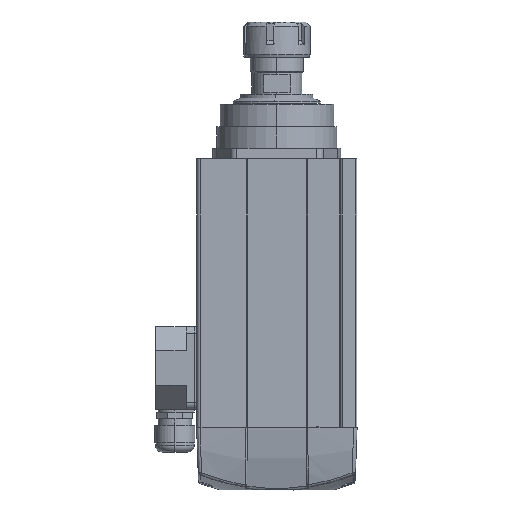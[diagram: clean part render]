
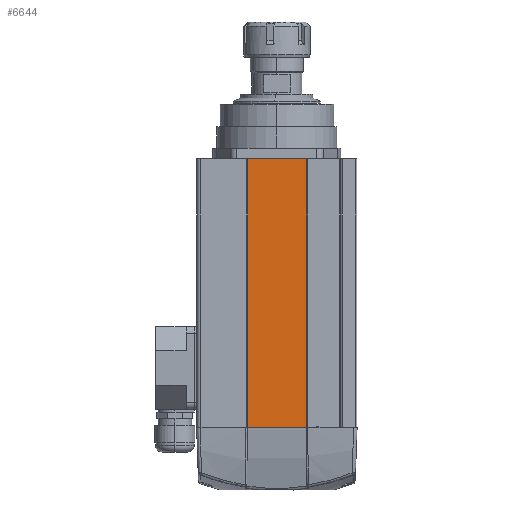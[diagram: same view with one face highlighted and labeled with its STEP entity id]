
A CAD part, left-side view. The second image highlights one B-rep face of the part: STEP entity #6644.
In plain terms, the highlighted planar face has unit normal (-1, 0, 0).
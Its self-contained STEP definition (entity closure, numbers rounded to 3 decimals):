
#328 = AXIS2_PLACEMENT_3D ( 'NONE', #12615, #10704, #20913 ) ;
#501 = CARTESIAN_POINT ( 'NONE',  ( -11214.356, -7631.504, 0. ) ) ;
#882 = DIRECTION ( 'NONE',  ( 0., -1., 0. ) ) ;
#1747 = EDGE_LOOP ( 'NONE', ( #20355, #24028, #9632, #14126 ) ) ;
#1981 = VERTEX_POINT ( 'NONE', #501 ) ;
#3708 = EDGE_CURVE ( 'NONE', #1981, #5419, #14164, .T. ) ;
#3978 = VECTOR ( 'NONE', #882, 1000. ) ;
#4808 = DIRECTION ( 'NONE',  ( 0., 0., -1. ) ) ;
#4816 = DIRECTION ( 'NONE',  ( 0., 0., -1. ) ) ;
#4896 = EDGE_CURVE ( 'NONE', #20115, #5419, #11901, .T. ) ;
#5419 = VERTEX_POINT ( 'NONE', #21935 ) ;
#6360 = DIRECTION ( 'NONE',  ( 0., -1., 0. ) ) ;
#6423 = PLANE ( 'NONE',  #328 ) ;
#6644 = ADVANCED_FACE ( 'NONE', ( #7895 ), #6423, .F. ) ;
#7679 = VECTOR ( 'NONE', #4816, 1000. ) ;
#7895 = FACE_OUTER_BOUND ( 'NONE', #1747, .T. ) ;
#8655 = VECTOR ( 'NONE', #6360, 1000. ) ;
#9632 = ORIENTED_EDGE ( 'NONE', *, *, #14720, .F. ) ;
#10704 = DIRECTION ( 'NONE',  ( 1., 0., 0. ) ) ;
#11901 = LINE ( 'NONE', #23508, #7679 ) ;
#12615 = CARTESIAN_POINT ( 'NONE',  ( -11214.356, -7631.504, 201. ) ) ;
#13081 = CARTESIAN_POINT ( 'NONE',  ( -11214.356, -7675.504, 201. ) ) ;
#13428 = LINE ( 'NONE', #25475, #18019 ) ;
#14126 = ORIENTED_EDGE ( 'NONE', *, *, #23142, .T. ) ;
#14164 = LINE ( 'NONE', #16823, #8655 ) ;
#14720 = EDGE_CURVE ( 'NONE', #26888, #20115, #24791, .T. ) ;
#16823 = CARTESIAN_POINT ( 'NONE',  ( -11214.356, -7631.504, 0. ) ) ;
#18019 = VECTOR ( 'NONE', #4808, 1000. ) ;
#20115 = VERTEX_POINT ( 'NONE', #13081 ) ;
#20355 = ORIENTED_EDGE ( 'NONE', *, *, #3708, .T. ) ;
#20913 = DIRECTION ( 'NONE',  ( 0., 0., -1. ) ) ;
#21515 = CARTESIAN_POINT ( 'NONE',  ( -11214.356, -7631.504, 201. ) ) ;
#21935 = CARTESIAN_POINT ( 'NONE',  ( -11214.356, -7675.504, 0. ) ) ;
#22920 = CARTESIAN_POINT ( 'NONE',  ( -11214.356, -7631.504, 201. ) ) ;
#23142 = EDGE_CURVE ( 'NONE', #26888, #1981, #13428, .T. ) ;
#23508 = CARTESIAN_POINT ( 'NONE',  ( -11214.356, -7675.504, 201. ) ) ;
#24028 = ORIENTED_EDGE ( 'NONE', *, *, #4896, .F. ) ;
#24791 = LINE ( 'NONE', #21515, #3978 ) ;
#25475 = CARTESIAN_POINT ( 'NONE',  ( -11214.356, -7631.504, 201. ) ) ;
#26888 = VERTEX_POINT ( 'NONE', #22920 ) ;
